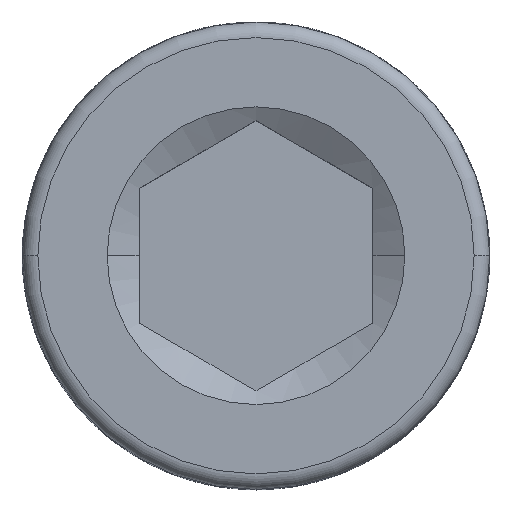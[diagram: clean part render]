
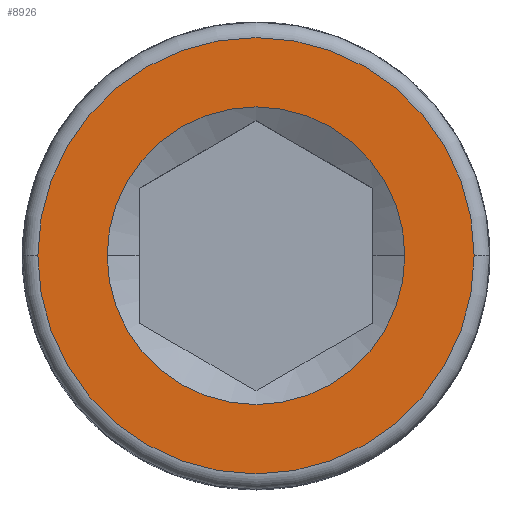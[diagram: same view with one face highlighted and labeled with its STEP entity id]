
A CAD part, top view. The second image highlights one B-rep face of the part: STEP entity #8926.
In plain terms, the highlighted planar face has unit normal (0, 0, 1).
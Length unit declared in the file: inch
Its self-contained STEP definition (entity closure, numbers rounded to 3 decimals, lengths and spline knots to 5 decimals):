
#71 = CARTESIAN_POINT ( 'NONE',  ( 0., 0., 0.375 ) ) ;
#707 = ORIENTED_EDGE ( 'NONE', *, *, #1904, .F. ) ;
#1052 = FACE_OUTER_BOUND ( 'NONE', #1225, .T. ) ;
#1159 = EDGE_CURVE ( 'NONE', #4466, #9111, #4873, .T. ) ;
#1176 = ORIENTED_EDGE ( 'NONE', *, *, #7769, .F. ) ;
#1225 = EDGE_LOOP ( 'NONE', ( #707, #9090 ) ) ;
#1423 = EDGE_CURVE ( 'NONE', #2170, #5359, #3611, .T. ) ;
#1904 = EDGE_CURVE ( 'NONE', #5359, #2170, #4245, .T. ) ;
#2170 = VERTEX_POINT ( 'NONE', #7260 ) ;
#2873 = DIRECTION ( 'NONE',  ( 0., 0., 1. ) ) ;
#3204 = AXIS2_PLACEMENT_3D ( 'NONE', #10414, #3502, #9662 ) ;
#3301 = DIRECTION ( 'NONE',  ( 0., 0., 1. ) ) ;
#3502 = DIRECTION ( 'NONE',  ( 0., 0., -1. ) ) ;
#3611 = CIRCLE ( 'NONE', #3204, 0.175 ) ;
#4245 = CIRCLE ( 'NONE', #9848, 0.175 ) ;
#4466 = VERTEX_POINT ( 'NONE', #8350 ) ;
#4615 = CARTESIAN_POINT ( 'NONE',  ( 0., 0., 0.375 ) ) ;
#4873 = CIRCLE ( 'NONE', #10135, 0.11938 ) ;
#5101 = DIRECTION ( 'NONE',  ( 1., 0., 0. ) ) ;
#5359 = VERTEX_POINT ( 'NONE', #9582 ) ;
#5945 = PLANE ( 'NONE',  #10521 ) ;
#6442 = AXIS2_PLACEMENT_3D ( 'NONE', #4615, #2873, #7298 ) ;
#7115 = DIRECTION ( 'NONE',  ( -1., 0., 0. ) ) ;
#7260 = CARTESIAN_POINT ( 'NONE',  ( 0.175, 0., 0.375 ) ) ;
#7298 = DIRECTION ( 'NONE',  ( 1., 0., 0. ) ) ;
#7681 = DIRECTION ( 'NONE',  ( 1., 0., 0. ) ) ;
#7769 = EDGE_CURVE ( 'NONE', #9111, #4466, #10577, .T. ) ;
#8350 = CARTESIAN_POINT ( 'NONE',  ( 0.11938, 0., 0.375 ) ) ;
#8414 = CARTESIAN_POINT ( 'NONE',  ( 0., 0., 0.375 ) ) ;
#8752 = ORIENTED_EDGE ( 'NONE', *, *, #1159, .F. ) ;
#8926 = ADVANCED_FACE ( 'NONE', ( #9426, #1052 ), #5945, .T. ) ;
#9090 = ORIENTED_EDGE ( 'NONE', *, *, #1423, .F. ) ;
#9111 = VERTEX_POINT ( 'NONE', #10238 ) ;
#9426 = FACE_BOUND ( 'NONE', #11212, .T. ) ;
#9480 = DIRECTION ( 'NONE',  ( 0., 0., 1. ) ) ;
#9582 = CARTESIAN_POINT ( 'NONE',  ( -0.175, 0., 0.375 ) ) ;
#9662 = DIRECTION ( 'NONE',  ( -1., 0., 0. ) ) ;
#9694 = DIRECTION ( 'NONE',  ( 0., 0., -1. ) ) ;
#9848 = AXIS2_PLACEMENT_3D ( 'NONE', #71, #9694, #7115 ) ;
#10135 = AXIS2_PLACEMENT_3D ( 'NONE', #8414, #3301, #7681 ) ;
#10238 = CARTESIAN_POINT ( 'NONE',  ( -0.11938, 0., 0.375 ) ) ;
#10375 = CARTESIAN_POINT ( 'NONE',  ( 0., 0.175, 0.375 ) ) ;
#10414 = CARTESIAN_POINT ( 'NONE',  ( 0., 0., 0.375 ) ) ;
#10521 = AXIS2_PLACEMENT_3D ( 'NONE', #10375, #9480, #5101 ) ;
#10577 = CIRCLE ( 'NONE', #6442, 0.11938 ) ;
#11212 = EDGE_LOOP ( 'NONE', ( #8752, #1176 ) ) ;
